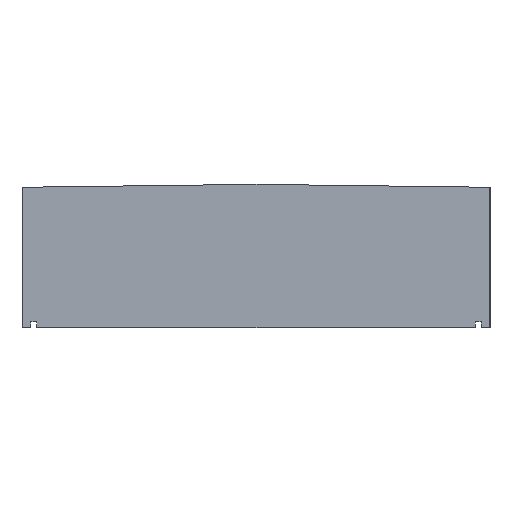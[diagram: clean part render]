
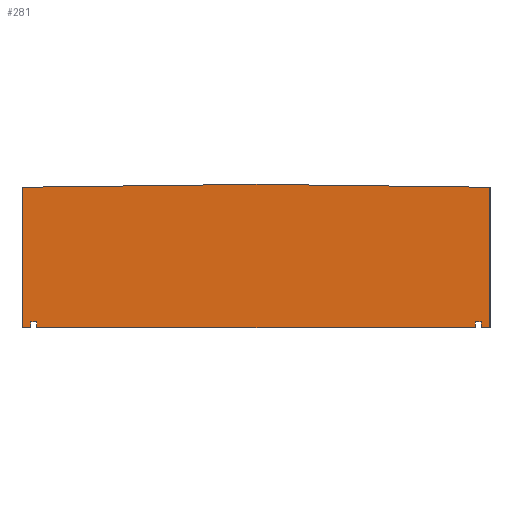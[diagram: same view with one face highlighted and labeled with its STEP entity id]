
A CAD part, left-side view. The second image highlights one B-rep face of the part: STEP entity #281.
In plain terms, the highlighted planar face has unit normal (-1, 0, 0).
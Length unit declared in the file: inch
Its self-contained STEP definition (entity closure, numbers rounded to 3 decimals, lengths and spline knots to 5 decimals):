
#15=FACE_OUTER_BOUND('',#30,.T.);
#30=EDGE_LOOP('',(#188,#189,#190,#191,#192,#193,#194,#195,#196,#197,#198,
#199,#200));
#45=LINE('',#400,#84);
#46=LINE('',#402,#85);
#47=LINE('',#404,#86);
#48=LINE('',#406,#87);
#49=LINE('',#408,#88);
#50=LINE('',#410,#89);
#51=LINE('',#412,#90);
#52=LINE('',#414,#91);
#53=LINE('',#416,#92);
#54=LINE('',#418,#93);
#55=LINE('',#420,#94);
#56=LINE('',#422,#95);
#57=LINE('',#423,#96);
#84=VECTOR('',#329,0.3937);
#85=VECTOR('',#330,0.3937);
#86=VECTOR('',#331,0.3937);
#87=VECTOR('',#332,0.3937);
#88=VECTOR('',#333,0.3937);
#89=VECTOR('',#334,0.3937);
#90=VECTOR('',#335,0.3937);
#91=VECTOR('',#336,0.3937);
#92=VECTOR('',#337,0.3937);
#93=VECTOR('',#338,0.3937);
#94=VECTOR('',#339,0.3937);
#95=VECTOR('',#340,0.3937);
#96=VECTOR('',#341,0.3937);
#123=VERTEX_POINT('',#398);
#124=VERTEX_POINT('',#399);
#125=VERTEX_POINT('',#401);
#126=VERTEX_POINT('',#403);
#127=VERTEX_POINT('',#405);
#128=VERTEX_POINT('',#407);
#129=VERTEX_POINT('',#409);
#130=VERTEX_POINT('',#411);
#131=VERTEX_POINT('',#413);
#132=VERTEX_POINT('',#415);
#133=VERTEX_POINT('',#417);
#134=VERTEX_POINT('',#419);
#135=VERTEX_POINT('',#421);
#149=EDGE_CURVE('',#123,#124,#45,.T.);
#150=EDGE_CURVE('',#124,#125,#46,.T.);
#151=EDGE_CURVE('',#125,#126,#47,.T.);
#152=EDGE_CURVE('',#126,#127,#48,.T.);
#153=EDGE_CURVE('',#127,#128,#49,.T.);
#154=EDGE_CURVE('',#128,#129,#50,.T.);
#155=EDGE_CURVE('',#129,#130,#51,.T.);
#156=EDGE_CURVE('',#130,#131,#52,.T.);
#157=EDGE_CURVE('',#131,#132,#53,.T.);
#158=EDGE_CURVE('',#132,#133,#54,.T.);
#159=EDGE_CURVE('',#133,#134,#55,.T.);
#160=EDGE_CURVE('',#134,#135,#56,.T.);
#161=EDGE_CURVE('',#135,#123,#57,.T.);
#188=ORIENTED_EDGE('',*,*,#149,.T.);
#189=ORIENTED_EDGE('',*,*,#150,.T.);
#190=ORIENTED_EDGE('',*,*,#151,.T.);
#191=ORIENTED_EDGE('',*,*,#152,.T.);
#192=ORIENTED_EDGE('',*,*,#153,.T.);
#193=ORIENTED_EDGE('',*,*,#154,.T.);
#194=ORIENTED_EDGE('',*,*,#155,.T.);
#195=ORIENTED_EDGE('',*,*,#156,.T.);
#196=ORIENTED_EDGE('',*,*,#157,.T.);
#197=ORIENTED_EDGE('',*,*,#158,.T.);
#198=ORIENTED_EDGE('',*,*,#159,.T.);
#199=ORIENTED_EDGE('',*,*,#160,.T.);
#200=ORIENTED_EDGE('',*,*,#161,.T.);
#266=PLANE('',#310);
#281=ADVANCED_FACE('',(#15),#266,.T.);
#310=AXIS2_PLACEMENT_3D('',#397,#327,#328);
#327=DIRECTION('center_axis',(-1.,0.,0.));
#328=DIRECTION('ref_axis',(0.,-1.,0.));
#329=DIRECTION('',(0.,-1.,0.));
#330=DIRECTION('',(0.,0.,1.));
#331=DIRECTION('',(0.,1.,0.012));
#332=DIRECTION('',(0.,1.,-0.012));
#333=DIRECTION('',(0.,0.,-1.));
#334=DIRECTION('',(0.,-1.,0.));
#335=DIRECTION('',(0.,0.,1.));
#336=DIRECTION('',(0.,-1.,0.));
#337=DIRECTION('',(0.,0.,-1.));
#338=DIRECTION('',(0.,-1.,0.));
#339=DIRECTION('',(0.,0.,1.));
#340=DIRECTION('',(0.,-1.,0.));
#341=DIRECTION('',(0.,0.,-1.));
#397=CARTESIAN_POINT('Origin',(-203.5,307.4,14.));
#398=CARTESIAN_POINT('',(-203.5,287.775,34.));
#399=CARTESIAN_POINT('',(-203.5,287.4,34.));
#400=CARTESIAN_POINT('',(-203.5,297.5875,34.));
#401=CARTESIAN_POINT('',(-203.5,287.4,40.));
#402=CARTESIAN_POINT('',(-203.5,287.4,24.));
#403=CARTESIAN_POINT('',(-203.5,297.4,40.125));
#404=CARTESIAN_POINT('',(-203.5,297.23596,40.12295));
#405=CARTESIAN_POINT('',(-203.5,307.4,40.));
#406=CARTESIAN_POINT('',(-203.5,302.56247,40.06047));
#407=CARTESIAN_POINT('',(-203.5,307.4,34.));
#408=CARTESIAN_POINT('',(-203.5,307.4,27.));
#409=CARTESIAN_POINT('',(-203.5,307.025,34.));
#410=CARTESIAN_POINT('',(-203.5,287.9,34.));
#411=CARTESIAN_POINT('',(-203.5,307.025,34.25));
#412=CARTESIAN_POINT('',(-203.5,307.025,24.));
#413=CARTESIAN_POINT('',(-203.5,306.775,34.25));
#414=CARTESIAN_POINT('',(-203.5,287.9,34.25));
#415=CARTESIAN_POINT('',(-203.5,306.775,34.));
#416=CARTESIAN_POINT('',(-203.5,306.775,24.125));
#417=CARTESIAN_POINT('',(-203.5,288.025,34.));
#418=CARTESIAN_POINT('',(-203.5,287.9,34.));
#419=CARTESIAN_POINT('',(-203.5,288.025,34.25));
#420=CARTESIAN_POINT('',(-203.5,288.025,24.));
#421=CARTESIAN_POINT('',(-203.5,287.775,34.25));
#422=CARTESIAN_POINT('',(-203.5,287.9,34.25));
#423=CARTESIAN_POINT('',(-203.5,287.775,24.125));
